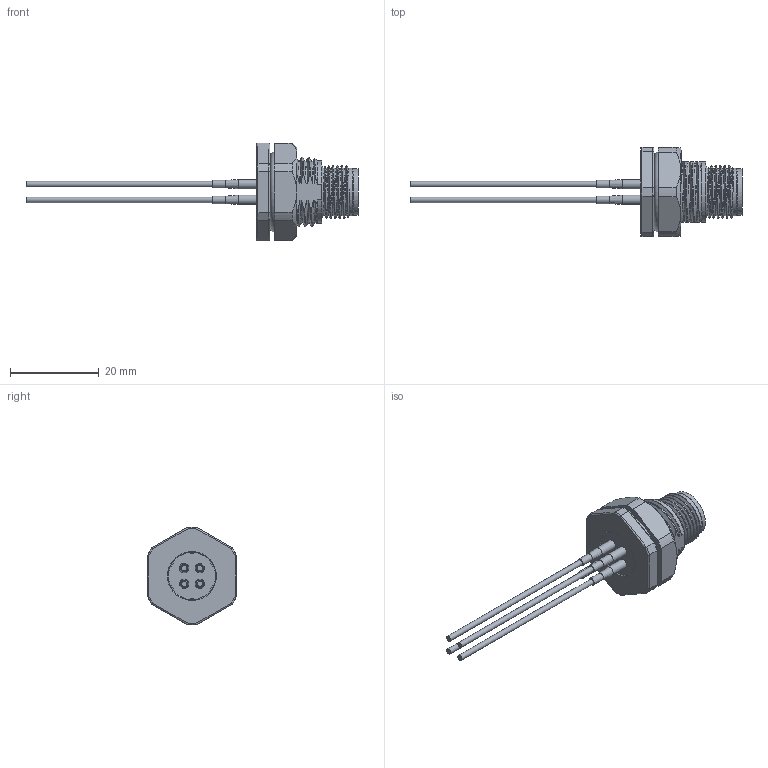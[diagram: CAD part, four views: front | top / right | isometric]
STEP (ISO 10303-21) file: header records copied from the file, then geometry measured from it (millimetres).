
FILE_DESCRIPTION(/* description */ ('Unknown'),/* implementation_level */ '2;1');
FILE_NAME(/* name */ '643411100404',/* time_stamp */ '2022-12-19T11:22:19+01:00',/* author */ ('Unknown'),/* organization */ ('Unknown'),/* preprocessor_version */ 'ST-DEVELOPER v18.102',/* originating_system */ 'Solid Edge',/* authorisation */ 'Unknown');
FILE_SCHEMA (('AUTOMOTIVE_DESIGN {1 0 10303 214 3 1 1}'));
Length unit declared in the file: millimetre
Products named in the file (12): 6434111004xx; 643411100404; 6434111004xx_Housing; 6434111004xx_Pin; 6434111004xx_Resin; 6434x01004xx_Seal_outer; 643xx01004xx_Nut; Wire 22AWG White; Wire 22AWG Brown; Wire 22AWG Blue; Wire 22AWG Black; 6434111004xx_Shrink tube
Assembly tree (17 placements, depth 2):
  6434111004xx
    643411100404
    6434111004xx_Housing
    6434111004xx_Pin  x4
    6434111004xx_Resin
    6434x01004xx_Seal_outer
    643xx01004xx_Nut
    Wire 22AWG White
    Wire 22AWG Brown
    Wire 22AWG Blue
    Wire 22AWG Black
    6434111004xx_Shrink tube  x4
Bounding box: 74.66 x 20 x 22 mm (x, y, z)
Volume: 4466.9 mm3; surface area: 7160.7 mm2
Topology: 17 solids, 17 shells, 714 faces, 1812 edges, 1180 vertices
Faces by surface type: plane 402, cylinder 209, cone 46, bspline 32, torus 25
Full cylindrical faces by diameter (mm): 0.77 x4, 1 x8, 1.1 x4, 1.245 x8, 1.28 x4, 1.3 x8, 1.4 x12, 1.5 x12, 1.6 x8, 1.64 x4, 1.68 x4, 1.7 x4, 2.1 x4, 8.32 x1, 9.34 x1, 9.44 x1, 9.5 x2, 10.45 x1, 10.76 x6, 16 x3
Entity records: 24071 total; most frequent: CARTESIAN_POINT 10274, ORIENTED_EDGE 2776, DIRECTION 2617, EDGE_CURVE 1388, LINE 953, VECTOR 953, VERTEX_POINT 943, AXIS2_PLACEMENT_3D 832
